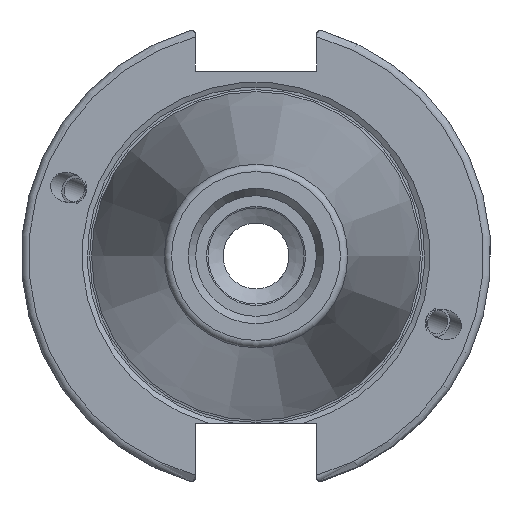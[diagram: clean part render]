
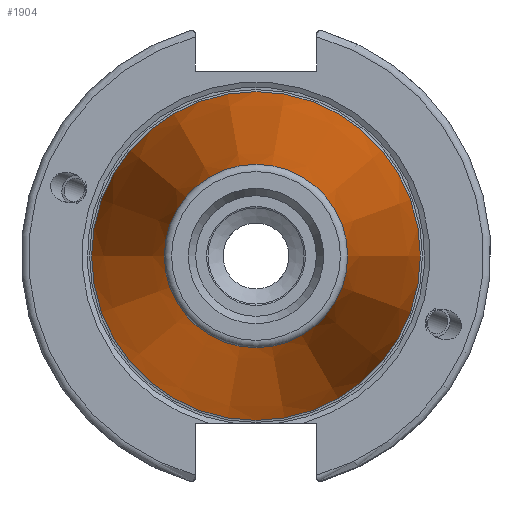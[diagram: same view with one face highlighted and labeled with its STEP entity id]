
A CAD part, left-side view. The second image highlights one B-rep face of the part: STEP entity #1904.
In plain terms, the highlighted conical face has half-angle 8.297 degrees and reference radius 17.248 mm.
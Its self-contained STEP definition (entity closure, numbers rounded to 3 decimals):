
#247=LINE('',#3677,#340);
#340=VECTOR('',#2710,17.248);
#366=CONICAL_SURFACE('',#2163,17.248,0.145);
#450=FACE_OUTER_BOUND('',#568,.T.);
#568=EDGE_LOOP('',(#1668,#1669,#1670,#1671,#1672));
#707=CIRCLE('',#2157,12.397);
#708=CIRCLE('',#2158,12.397);
#712=CIRCLE('',#2164,22.225);
#907=VERTEX_POINT('',#3664);
#908=VERTEX_POINT('',#3665);
#911=VERTEX_POINT('',#3675);
#1177=EDGE_CURVE('',#907,#908,#707,.T.);
#1178=EDGE_CURVE('',#908,#907,#708,.T.);
#1182=EDGE_CURVE('',#911,#911,#712,.T.);
#1183=EDGE_CURVE('',#911,#908,#247,.T.);
#1668=ORIENTED_EDGE('',*,*,#1182,.F.);
#1669=ORIENTED_EDGE('',*,*,#1183,.T.);
#1670=ORIENTED_EDGE('',*,*,#1177,.F.);
#1671=ORIENTED_EDGE('',*,*,#1178,.F.);
#1672=ORIENTED_EDGE('',*,*,#1183,.F.);
#1904=ADVANCED_FACE('',(#450),#366,.T.);
#2157=AXIS2_PLACEMENT_3D('',#3666,#2694,#2695);
#2158=AXIS2_PLACEMENT_3D('',#3667,#2696,#2697);
#2163=AXIS2_PLACEMENT_3D('',#3674,#2706,#2707);
#2164=AXIS2_PLACEMENT_3D('',#3676,#2708,#2709);
#2694=DIRECTION('center_axis',(-1.,0.,0.));
#2695=DIRECTION('ref_axis',(0.,-1.,0.));
#2696=DIRECTION('center_axis',(-1.,0.,0.));
#2697=DIRECTION('ref_axis',(0.,-1.,0.));
#2706=DIRECTION('center_axis',(1.,0.,0.));
#2707=DIRECTION('ref_axis',(0.,1.,0.));
#2708=DIRECTION('center_axis',(1.,0.,0.));
#2709=DIRECTION('ref_axis',(0.,0.,-1.));
#2710=DIRECTION('',(-0.99,0.144,0.));
#3664=CARTESIAN_POINT('',(-67.394,0.,12.397));
#3665=CARTESIAN_POINT('',(-67.394,-12.397,0.));
#3666=CARTESIAN_POINT('Origin',(-67.394,0.,0.));
#3667=CARTESIAN_POINT('Origin',(-67.394,0.,0.));
#3674=CARTESIAN_POINT('Origin',(-34.125,0.,0.));
#3675=CARTESIAN_POINT('',(0.,-22.225,0.));
#3676=CARTESIAN_POINT('Origin',(0.,0.,0.));
#3677=CARTESIAN_POINT('',(-34.125,-17.248,0.));
